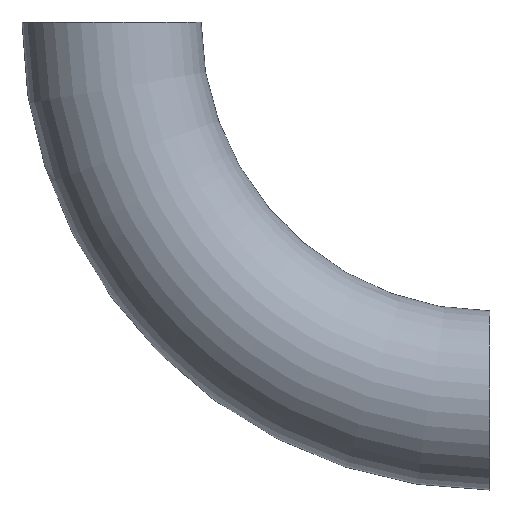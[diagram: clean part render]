
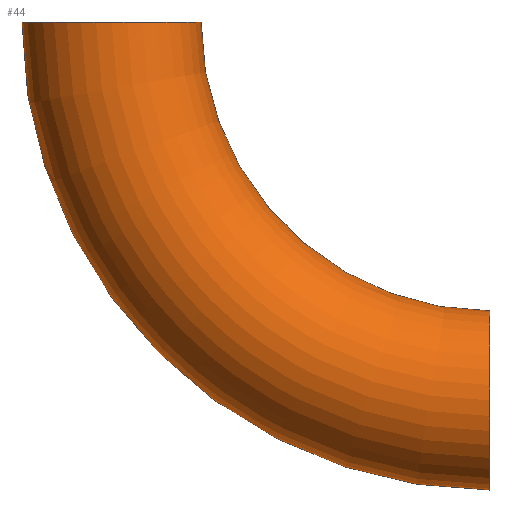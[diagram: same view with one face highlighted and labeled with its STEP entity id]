
A CAD part, front view. The second image highlights one B-rep face of the part: STEP entity #44.
In plain terms, the highlighted toroidal (fillet/blend) face has major radius 45 mm and minor radius 10.65 mm.
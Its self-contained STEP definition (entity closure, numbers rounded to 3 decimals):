
#3 = CIRCLE ( 'NONE', #143, 10.65 ) ;
#7 = CARTESIAN_POINT ( 'NONE',  ( 0., 0., 0. ) ) ;
#9 = CARTESIAN_POINT ( 'NONE',  ( 0., 0., 0. ) ) ;
#26 = AXIS2_PLACEMENT_3D ( 'NONE', #7, #102, #83 ) ;
#27 = CARTESIAN_POINT ( 'NONE',  ( 0., 0., -55.65 ) ) ;
#30 = EDGE_CURVE ( 'NONE', #122, #222, #169, .T. ) ;
#40 = AXIS2_PLACEMENT_3D ( 'NONE', #177, #140, #106 ) ;
#44 = ADVANCED_FACE ( 'NONE', ( #124 ), #94, .T. ) ;
#53 = ORIENTED_EDGE ( 'NONE', *, *, #173, .T. ) ;
#55 = CARTESIAN_POINT ( 'NONE',  ( -45., 0., 0. ) ) ;
#56 = CIRCLE ( 'NONE', #63, 10.65 ) ;
#57 = CARTESIAN_POINT ( 'NONE',  ( 0., 0., -34.35 ) ) ;
#63 = AXIS2_PLACEMENT_3D ( 'NONE', #55, #103, #109 ) ;
#74 = ORIENTED_EDGE ( 'NONE', *, *, #114, .T. ) ;
#76 = EDGE_LOOP ( 'NONE', ( #207, #53, #74, #158 ) ) ;
#83 = DIRECTION ( 'NONE',  ( 0., 0., 1. ) ) ;
#85 = CARTESIAN_POINT ( 'NONE',  ( 0., 0., -45. ) ) ;
#90 = DIRECTION ( 'NONE',  ( 0., 0., 1. ) ) ;
#92 = VERTEX_POINT ( 'NONE', #57 ) ;
#94 = TOROIDAL_SURFACE ( 'NONE', #40, 45., 10.65 ) ;
#102 = DIRECTION ( 'NONE',  ( 0., 1., 0. ) ) ;
#103 = DIRECTION ( 'NONE',  ( 0., 0., 1. ) ) ;
#106 = DIRECTION ( 'NONE',  ( 0., 0., 1. ) ) ;
#109 = DIRECTION ( 'NONE',  ( 1., 0., 0. ) ) ;
#114 = EDGE_CURVE ( 'NONE', #92, #185, #224, .T. ) ;
#122 = VERTEX_POINT ( 'NONE', #27 ) ;
#124 = FACE_OUTER_BOUND ( 'NONE', #76, .T. ) ;
#139 = CARTESIAN_POINT ( 'NONE',  ( -34.35, 0., 0. ) ) ;
#140 = DIRECTION ( 'NONE',  ( 0., 1., 0. ) ) ;
#143 = AXIS2_PLACEMENT_3D ( 'NONE', #85, #159, #240 ) ;
#145 = CARTESIAN_POINT ( 'NONE',  ( -55.65, 0., 0. ) ) ;
#158 = ORIENTED_EDGE ( 'NONE', *, *, #215, .F. ) ;
#159 = DIRECTION ( 'NONE',  ( -1., 0., 0. ) ) ;
#163 = AXIS2_PLACEMENT_3D ( 'NONE', #9, #242, #90 ) ;
#169 = CIRCLE ( 'NONE', #26, 55.65 ) ;
#173 = EDGE_CURVE ( 'NONE', #122, #92, #3, .T. ) ;
#177 = CARTESIAN_POINT ( 'NONE',  ( 0., 0., 0. ) ) ;
#185 = VERTEX_POINT ( 'NONE', #139 ) ;
#207 = ORIENTED_EDGE ( 'NONE', *, *, #30, .F. ) ;
#215 = EDGE_CURVE ( 'NONE', #222, #185, #56, .T. ) ;
#222 = VERTEX_POINT ( 'NONE', #145 ) ;
#224 = CIRCLE ( 'NONE', #163, 34.35 ) ;
#240 = DIRECTION ( 'NONE',  ( 0., 0., 1. ) ) ;
#242 = DIRECTION ( 'NONE',  ( 0., 1., 0. ) ) ;
